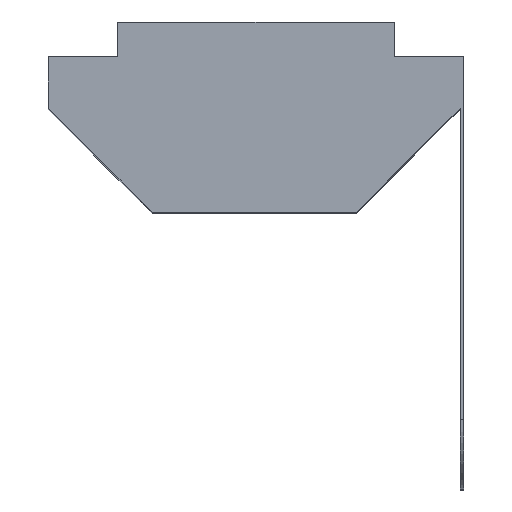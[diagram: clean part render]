
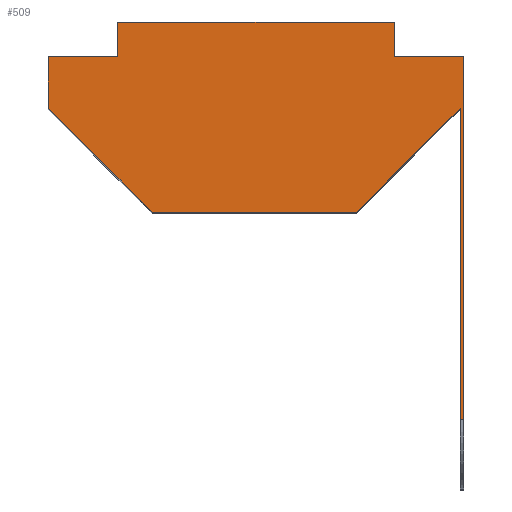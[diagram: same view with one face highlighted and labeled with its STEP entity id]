
A CAD part, top view. The second image highlights one B-rep face of the part: STEP entity #509.
In plain terms, the highlighted planar face has unit normal (0, 0, 1).
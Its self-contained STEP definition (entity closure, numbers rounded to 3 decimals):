
#22=PLANE('',#573);
#42=FACE_OUTER_BOUND('',#68,.T.);
#68=EDGE_LOOP('',(#405,#406,#407,#408,#409,#410,#411,#412,#413,#414,#415,
#416));
#90=LINE('',#758,#147);
#95=LINE('',#771,#152);
#105=LINE('',#814,#162);
#122=LINE('',#844,#179);
#123=LINE('',#846,#180);
#124=LINE('',#848,#181);
#125=LINE('',#850,#182);
#126=LINE('',#852,#183);
#127=LINE('',#854,#184);
#128=LINE('',#856,#185);
#129=LINE('',#857,#186);
#130=LINE('',#858,#187);
#147=VECTOR('',#612,1000.);
#152=VECTOR('',#621,1000.);
#162=VECTOR('',#655,1000.);
#179=VECTOR('',#680,1000.);
#180=VECTOR('',#681,1000.);
#181=VECTOR('',#682,1000.);
#182=VECTOR('',#683,1000.);
#183=VECTOR('',#684,1000.);
#184=VECTOR('',#685,1000.);
#185=VECTOR('',#686,1000.);
#186=VECTOR('',#687,1000.);
#187=VECTOR('',#688,1000.);
#226=VERTEX_POINT('',#755);
#227=VERTEX_POINT('',#757);
#232=VERTEX_POINT('',#768);
#233=VERTEX_POINT('',#770);
#253=VERTEX_POINT('',#811);
#254=VERTEX_POINT('',#813);
#264=VERTEX_POINT('',#845);
#265=VERTEX_POINT('',#847);
#266=VERTEX_POINT('',#849);
#267=VERTEX_POINT('',#851);
#268=VERTEX_POINT('',#853);
#269=VERTEX_POINT('',#855);
#278=EDGE_CURVE('',#226,#227,#90,.T.);
#284=EDGE_CURVE('',#232,#233,#95,.T.);
#305=EDGE_CURVE('',#254,#253,#105,.T.);
#322=EDGE_CURVE('',#253,#233,#122,.T.);
#323=EDGE_CURVE('',#264,#232,#123,.T.);
#324=EDGE_CURVE('',#265,#264,#124,.T.);
#325=EDGE_CURVE('',#266,#265,#125,.T.);
#326=EDGE_CURVE('',#267,#266,#126,.T.);
#327=EDGE_CURVE('',#268,#267,#127,.T.);
#328=EDGE_CURVE('',#269,#268,#128,.T.);
#329=EDGE_CURVE('',#269,#227,#129,.T.);
#330=EDGE_CURVE('',#226,#254,#130,.T.);
#405=ORIENTED_EDGE('',*,*,#305,.T.);
#406=ORIENTED_EDGE('',*,*,#322,.T.);
#407=ORIENTED_EDGE('',*,*,#284,.F.);
#408=ORIENTED_EDGE('',*,*,#323,.F.);
#409=ORIENTED_EDGE('',*,*,#324,.F.);
#410=ORIENTED_EDGE('',*,*,#325,.F.);
#411=ORIENTED_EDGE('',*,*,#326,.F.);
#412=ORIENTED_EDGE('',*,*,#327,.F.);
#413=ORIENTED_EDGE('',*,*,#328,.F.);
#414=ORIENTED_EDGE('',*,*,#329,.T.);
#415=ORIENTED_EDGE('',*,*,#278,.F.);
#416=ORIENTED_EDGE('',*,*,#330,.T.);
#509=ADVANCED_FACE('',(#42),#22,.T.);
#573=AXIS2_PLACEMENT_3D('',#843,#678,#679);
#612=DIRECTION('',(-1.,0.,0.));
#621=DIRECTION('',(0.,-1.,0.));
#655=DIRECTION('',(0.,-1.,0.));
#678=DIRECTION('center_axis',(0.,0.,1.));
#679=DIRECTION('ref_axis',(1.,0.,0.));
#680=DIRECTION('',(1.,0.,0.));
#681=DIRECTION('',(1.,0.,0.));
#682=DIRECTION('',(0.,-1.,0.));
#683=DIRECTION('',(1.,0.,0.));
#684=DIRECTION('',(0.,1.,0.));
#685=DIRECTION('',(1.,0.,0.));
#686=DIRECTION('',(0.,1.,0.));
#687=DIRECTION('',(0.707,-0.707,0.));
#688=DIRECTION('',(0.707,0.707,0.));
#755=CARTESIAN_POINT('',(8.9,-4.5,20.));
#757=CARTESIAN_POINT('',(3.,-4.5,20.));
#758=CARTESIAN_POINT('',(8.636,-4.5,20.));
#768=CARTESIAN_POINT('',(12.,0.,20.));
#770=CARTESIAN_POINT('',(12.,-10.5,20.));
#771=CARTESIAN_POINT('',(12.,0.,20.));
#811=CARTESIAN_POINT('',(11.9,-10.5,20.));
#813=CARTESIAN_POINT('',(11.9,-1.5,20.));
#814=CARTESIAN_POINT('',(11.9,0.,20.));
#843=CARTESIAN_POINT('Origin',(8.636,-20.229,20.));
#844=CARTESIAN_POINT('',(11.9,-10.5,20.));
#845=CARTESIAN_POINT('',(10.,0.,20.));
#846=CARTESIAN_POINT('',(8.636,0.,20.));
#847=CARTESIAN_POINT('',(10.,1.,20.));
#848=CARTESIAN_POINT('',(10.,-20.229,20.));
#849=CARTESIAN_POINT('',(2.,1.,20.));
#850=CARTESIAN_POINT('',(8.636,1.,20.));
#851=CARTESIAN_POINT('',(2.,0.,20.));
#852=CARTESIAN_POINT('',(2.,-20.229,20.));
#853=CARTESIAN_POINT('',(0.,0.,20.));
#854=CARTESIAN_POINT('',(8.636,0.,20.));
#855=CARTESIAN_POINT('',(0.,-1.5,20.));
#856=CARTESIAN_POINT('',(0.,-20.229,20.));
#857=CARTESIAN_POINT('',(13.682,-15.182,20.));
#858=CARTESIAN_POINT('',(0.903,-12.497,20.));
